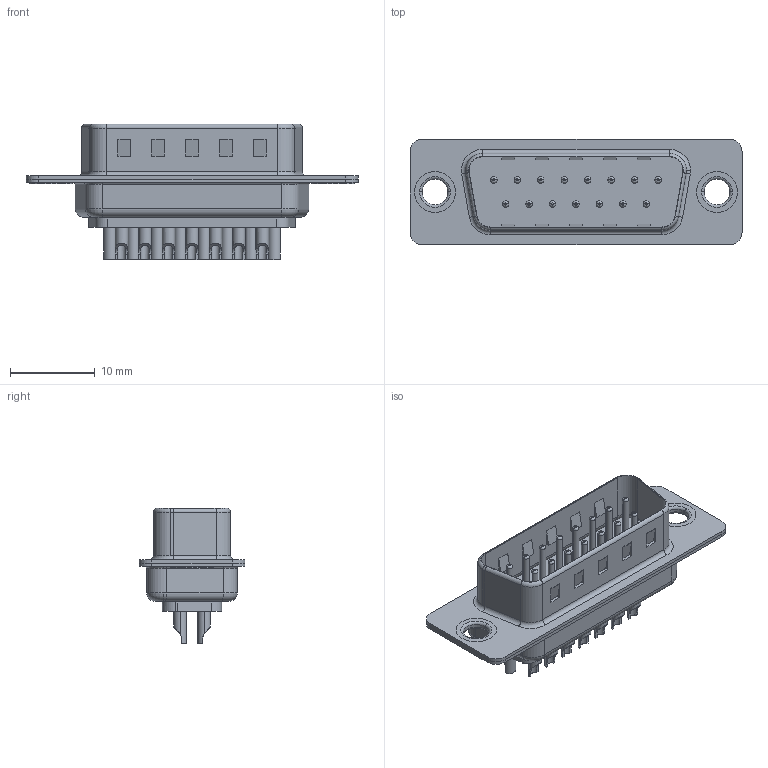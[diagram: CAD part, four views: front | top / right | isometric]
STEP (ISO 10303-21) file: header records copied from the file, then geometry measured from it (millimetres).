
FILE_DESCRIPTION (( 'STEP AP203' ), '1' );
FILE_NAME ('627-M15-622-GT1.STEP', '2021-04-23T15:29:30', ( '' ), ( '' ), 'SwSTEP 2.0', 'SolidWorks 2020', '' );
FILE_SCHEMA (( 'CONFIG_CONTROL_DESIGN' ));
Length unit declared in the file: millimetre
Products named in the file (7): 627M Shell Rear_15 Contacts; 627M Thru Hole Rivet; 627M Contact Row 1_22; 627M Shell Front_15 Contacts; 627M Contact Row 2_22; 627-M15-622-GT1; 627M Housing_15 Contacts
Assembly tree (20 placements, depth 2):
  627-M15-622-GT1
    627M Housing_15 Contacts
    627M Shell Front_15 Contacts
    627M Shell Rear_15 Contacts
    627M Contact Row 1_22  x8
    627M Contact Row 2_22  x7
    627M Thru Hole Rivet  x2
Bounding box: 39.2 x 12.5 x 16.05 mm (x, y, z)
Volume: 1799.5 mm3; surface area: 4803.5 mm2
Topology: 20 solids, 20 shells, 869 faces, 2035 edges, 1247 vertices
Faces by surface type: cylinder 357, plane 274, torus 208, cone 30
Entity records: 15167 total; most frequent: DIRECTION 2621, CARTESIAN_POINT 2482, ORIENTED_EDGE 2266, EDGE_CURVE 1133, AXIS2_PLACEMENT_3D 1028, VERTEX_POINT 716, EDGE_LOOP 579, VECTOR 565
